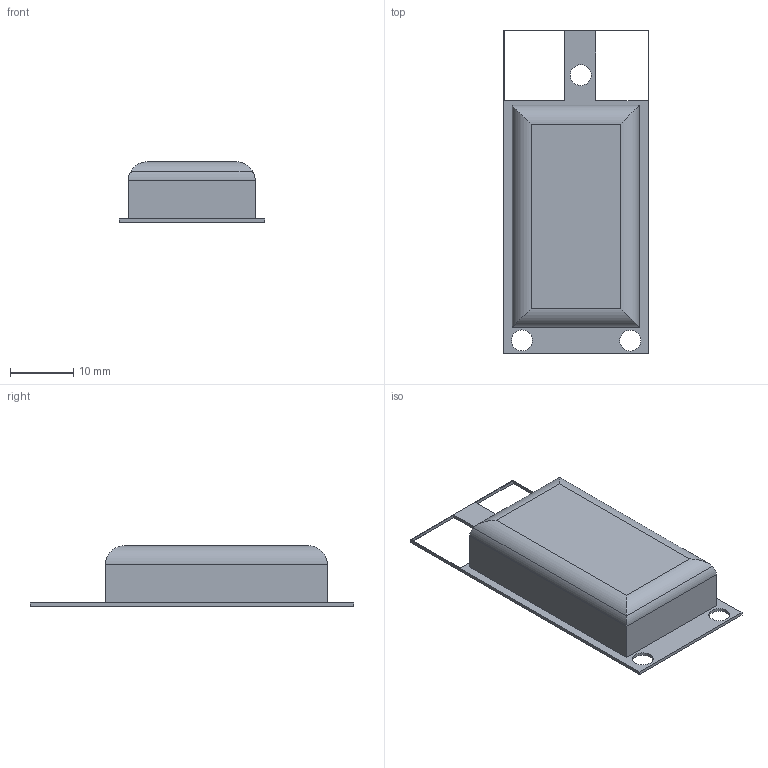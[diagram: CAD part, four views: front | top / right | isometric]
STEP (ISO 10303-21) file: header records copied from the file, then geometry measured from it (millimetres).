
FILE_DESCRIPTION(('FreeCAD Model'),'2;1');
FILE_NAME('Open CASCADE Shape Model','2025-05-31T11:15:45',(''),(''), 'Open CASCADE STEP processor 7.8','FreeCAD','Unknown');
FILE_SCHEMA(('AUTOMOTIVE_DESIGN { 1 0 10303 214 1 1 1 1 }'));
Length unit declared in the file: millimetre
Products named in the file (2): nnv2-cover; Body008
Assembly tree (1 placements, depth 2):
  nnv2-cover
    Body008
Bounding box: 22.95 x 51.02 x 9.5 mm (x, y, z)
Volume: 1408.9 mm3; surface area: 3721.3 mm2
Topology: 1 solids, 1 shells, 31 faces, 77 edges, 50 vertices
Faces by surface type: plane 24, cylinder 7
Full cylindrical faces by diameter (mm): 3.3 x3
Entity records: 971 total; most frequent: CARTESIAN_POINT 160, ORIENTED_EDGE 154, DIRECTION 153, EDGE_CURVE 77, LINE 67, VECTOR 67, VERTEX_POINT 50, AXIS2_PLACEMENT_3D 43
